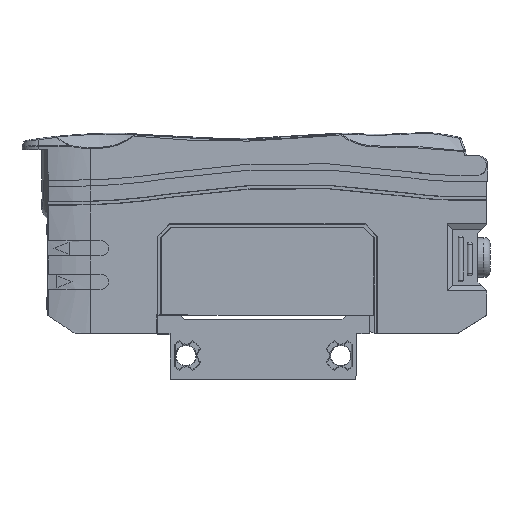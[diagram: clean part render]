
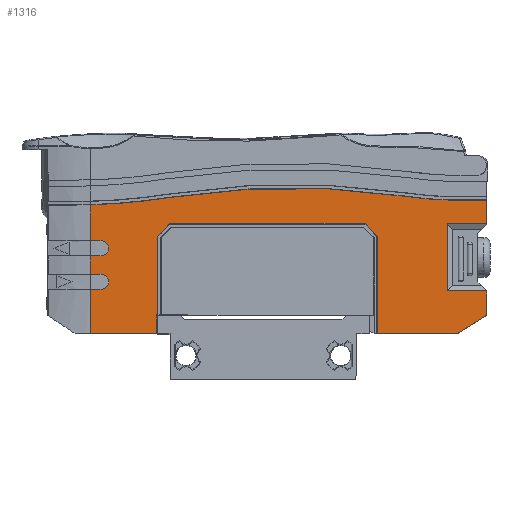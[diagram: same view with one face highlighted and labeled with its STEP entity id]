
A CAD part, top view. The second image highlights one B-rep face of the part: STEP entity #1316.
In plain terms, the highlighted planar face has unit normal (0, 0, 1).
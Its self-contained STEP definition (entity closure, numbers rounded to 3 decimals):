
#397=CIRCLE('',#10642,53.1);
#398=CIRCLE('',#10644,129.362);
#399=CIRCLE('',#10646,103.1);
#402=CIRCLE('',#10652,1.25);
#405=CIRCLE('',#10659,1.25);
#805=B_SPLINE_CURVE_WITH_KNOTS('',3,(#15667,#15668,#15669,#15670),
 .UNSPECIFIED.,.F.,.F.,(4,4),(0.,1.),.UNSPECIFIED.);
#1316=ADVANCED_FACE('',(#2198),#1819,.F.);
#1819=PLANE('',#10736);
#2198=FACE_OUTER_BOUND('',#2764,.T.);
#2764=EDGE_LOOP('',(#4254,#4255,#4256,#4257,#4258,#4259,#4260,#4261,#4262,
#4263,#4264,#4265,#4266,#4267,#4268,#4269,#4270,#4271,#4272,#4273,#4274,
#4275,#4276,#4277,#4278,#4279,#4280,#4281,#4282));
#4254=ORIENTED_EDGE('',*,*,#7858,.F.);
#4255=ORIENTED_EDGE('',*,*,#7234,.T.);
#4256=ORIENTED_EDGE('',*,*,#7812,.T.);
#4257=ORIENTED_EDGE('',*,*,#7807,.T.);
#4258=ORIENTED_EDGE('',*,*,#7874,.T.);
#4259=ORIENTED_EDGE('',*,*,#7875,.T.);
#4260=ORIENTED_EDGE('',*,*,#7876,.T.);
#4261=ORIENTED_EDGE('',*,*,#7877,.T.);
#4262=ORIENTED_EDGE('',*,*,#7669,.F.);
#4263=ORIENTED_EDGE('',*,*,#7672,.F.);
#4264=ORIENTED_EDGE('',*,*,#7674,.F.);
#4265=ORIENTED_EDGE('',*,*,#7677,.F.);
#4266=ORIENTED_EDGE('',*,*,#7678,.F.);
#4267=ORIENTED_EDGE('',*,*,#7680,.T.);
#4268=ORIENTED_EDGE('',*,*,#7685,.F.);
#4269=ORIENTED_EDGE('',*,*,#7687,.F.);
#4270=ORIENTED_EDGE('',*,*,#7690,.F.);
#4271=ORIENTED_EDGE('',*,*,#7691,.T.);
#4272=ORIENTED_EDGE('',*,*,#7695,.F.);
#4273=ORIENTED_EDGE('',*,*,#7697,.F.);
#4274=ORIENTED_EDGE('',*,*,#7701,.F.);
#4275=ORIENTED_EDGE('',*,*,#7878,.T.);
#4276=ORIENTED_EDGE('',*,*,#7879,.T.);
#4277=ORIENTED_EDGE('',*,*,#7872,.F.);
#4278=ORIENTED_EDGE('',*,*,#7855,.T.);
#4279=ORIENTED_EDGE('',*,*,#7825,.F.);
#4280=ORIENTED_EDGE('',*,*,#7737,.F.);
#4281=ORIENTED_EDGE('',*,*,#7734,.F.);
#4282=ORIENTED_EDGE('',*,*,#7741,.F.);
#6249=VERTEX_POINT('',#13835);
#6250=VERTEX_POINT('',#13837);
#6460=VERTEX_POINT('',#14697);
#6581=VERTEX_POINT('',#15650);
#6582=VERTEX_POINT('',#15651);
#6583=VERTEX_POINT('',#15656);
#6584=VERTEX_POINT('',#15660);
#6585=VERTEX_POINT('',#15664);
#6587=VERTEX_POINT('',#15681);
#6589=VERTEX_POINT('',#15689);
#6590=VERTEX_POINT('',#15693);
#6591=VERTEX_POINT('',#15698);
#6592=VERTEX_POINT('',#15702);
#6593=VERTEX_POINT('',#15707);
#6594=VERTEX_POINT('',#15711);
#6597=VERTEX_POINT('',#15719);
#6624=VERTEX_POINT('',#15789);
#6625=VERTEX_POINT('',#15791);
#6627=VERTEX_POINT('',#15797);
#6629=VERTEX_POINT('',#15803);
#6674=VERTEX_POINT('',#16097);
#6675=VERTEX_POINT('',#16099);
#6683=VERTEX_POINT('',#16131);
#6696=VERTEX_POINT('',#16187);
#6704=VERTEX_POINT('',#16220);
#6705=VERTEX_POINT('',#16224);
#6706=VERTEX_POINT('',#16226);
#6707=VERTEX_POINT('',#16228);
#6708=VERTEX_POINT('',#16231);
#7234=EDGE_CURVE('',#6250,#6249,#8763,.T.);
#7669=EDGE_CURVE('',#6581,#6582,#9002,.T.);
#7672=EDGE_CURVE('',#6583,#6581,#397,.T.);
#7674=EDGE_CURVE('',#6584,#6583,#398,.T.);
#7677=EDGE_CURVE('',#6585,#6584,#399,.T.);
#7678=EDGE_CURVE('',#6460,#6585,#805,.T.);
#7680=EDGE_CURVE('',#6460,#6587,#9008,.T.);
#7685=EDGE_CURVE('',#6589,#6587,#9012,.T.);
#7687=EDGE_CURVE('',#6590,#6589,#402,.T.);
#7690=EDGE_CURVE('',#6591,#6590,#9015,.T.);
#7691=EDGE_CURVE('',#6591,#6592,#9016,.T.);
#7695=EDGE_CURVE('',#6593,#6592,#9019,.T.);
#7697=EDGE_CURVE('',#6594,#6593,#405,.T.);
#7701=EDGE_CURVE('',#6597,#6594,#9022,.T.);
#7734=EDGE_CURVE('',#6624,#6625,#9055,.T.);
#7737=EDGE_CURVE('',#6625,#6627,#9058,.T.);
#7741=EDGE_CURVE('',#6629,#6624,#9062,.T.);
#7807=EDGE_CURVE('',#6675,#6674,#9096,.T.);
#7812=EDGE_CURVE('',#6249,#6675,#9101,.T.);
#7825=EDGE_CURVE('',#6627,#6683,#9114,.T.);
#7855=EDGE_CURVE('',#6696,#6683,#9140,.T.);
#7858=EDGE_CURVE('',#6250,#6629,#9143,.T.);
#7872=EDGE_CURVE('',#6696,#6704,#9157,.T.);
#7874=EDGE_CURVE('',#6674,#6705,#9159,.T.);
#7875=EDGE_CURVE('',#6705,#6706,#9160,.T.);
#7876=EDGE_CURVE('',#6706,#6707,#9161,.T.);
#7877=EDGE_CURVE('',#6707,#6582,#9162,.T.);
#7878=EDGE_CURVE('',#6597,#6708,#9163,.T.);
#7879=EDGE_CURVE('',#6708,#6704,#9164,.T.);
#8763=LINE('',#13836,#9598);
#9002=LINE('',#15649,#9837);
#9008=LINE('',#15682,#9843);
#9012=LINE('',#15690,#9847);
#9015=LINE('',#15699,#9850);
#9016=LINE('',#15701,#9851);
#9019=LINE('',#15708,#9854);
#9022=LINE('',#15720,#9857);
#9055=LINE('',#15790,#9890);
#9058=LINE('',#15796,#9893);
#9062=LINE('',#15804,#9897);
#9096=LINE('',#16098,#9931);
#9101=LINE('',#16105,#9936);
#9114=LINE('',#16130,#9949);
#9140=LINE('',#16186,#9975);
#9143=LINE('',#16192,#9978);
#9157=LINE('',#16219,#9992);
#9159=LINE('',#16223,#9994);
#9160=LINE('',#16225,#9995);
#9161=LINE('',#16227,#9996);
#9162=LINE('',#16229,#9997);
#9163=LINE('',#16230,#9998);
#9164=LINE('',#16232,#9999);
#9598=VECTOR('',#11290,1.);
#9837=VECTOR('',#11945,1.);
#9843=VECTOR('',#11967,1.);
#9847=VECTOR('',#11975,1.);
#9850=VECTOR('',#11986,1.);
#9851=VECTOR('',#11989,1.);
#9854=VECTOR('',#11996,1.);
#9857=VECTOR('',#12009,1.);
#9890=VECTOR('',#12062,1.);
#9893=VECTOR('',#12067,1.);
#9897=VECTOR('',#12073,1.);
#9931=VECTOR('',#12165,1.);
#9936=VECTOR('',#12172,1.);
#9949=VECTOR('',#12195,1.);
#9975=VECTOR('',#12255,1.);
#9978=VECTOR('',#12262,1.);
#9992=VECTOR('',#12288,1.);
#9994=VECTOR('',#12292,1.);
#9995=VECTOR('',#12293,1.);
#9996=VECTOR('',#12294,1.);
#9997=VECTOR('',#12295,1.);
#9998=VECTOR('',#12296,1.);
#9999=VECTOR('',#12297,1.);
#10642=AXIS2_PLACEMENT_3D('',#15655,#11950,#11951);
#10644=AXIS2_PLACEMENT_3D('',#15659,#11955,#11956);
#10646=AXIS2_PLACEMENT_3D('',#15665,#11961,#11962);
#10652=AXIS2_PLACEMENT_3D('',#15694,#11979,#11980);
#10659=AXIS2_PLACEMENT_3D('',#15712,#12000,#12001);
#10736=AXIS2_PLACEMENT_3D('',#16233,#12298,#12299);
#11290=DIRECTION('',(1.,0.,0.));
#11945=DIRECTION('',(1.,0.,0.));
#11950=DIRECTION('',(0.,0.,1.));
#11951=DIRECTION('',(1.,0.,0.));
#11955=DIRECTION('',(0.,0.,-1.));
#11956=DIRECTION('',(1.,0.,0.));
#11961=DIRECTION('',(0.,0.,1.));
#11962=DIRECTION('',(1.,0.,0.));
#11967=DIRECTION('',(0.,-1.,0.));
#11975=DIRECTION('',(-1.,0.,0.));
#11979=DIRECTION('',(0.,0.,1.));
#11980=DIRECTION('',(1.,0.,0.));
#11986=DIRECTION('',(1.,0.,0.));
#11989=DIRECTION('',(0.,-1.,0.));
#11996=DIRECTION('',(-1.,0.,0.));
#12000=DIRECTION('',(0.,0.,1.));
#12001=DIRECTION('',(1.,0.,0.));
#12009=DIRECTION('',(1.,0.,0.));
#12062=DIRECTION('',(-1.,0.,0.));
#12067=DIRECTION('',(-0.707,-0.707,0.));
#12073=DIRECTION('',(-0.707,0.707,0.));
#12165=DIRECTION('',(0.,1.,0.));
#12172=DIRECTION('',(0.849,0.528,0.));
#12195=DIRECTION('',(0.,-1.,0.));
#12255=DIRECTION('',(1.,0.,0.));
#12262=DIRECTION('',(0.,1.,0.));
#12288=DIRECTION('',(0.,-1.,0.));
#12292=DIRECTION('',(-1.,0.,0.));
#12293=DIRECTION('',(0.,1.,0.));
#12294=DIRECTION('',(1.,0.,0.));
#12295=DIRECTION('',(0.,1.,0.));
#12296=DIRECTION('',(0.,-1.,0.));
#12297=DIRECTION('',(1.,0.,0.));
#12298=DIRECTION('',(0.,0.,-1.));
#12299=DIRECTION('',(1.,0.,0.));
#13835=CARTESIAN_POINT('',(247.566,113.791,11.8));
#13836=CARTESIAN_POINT('',(180.288,113.791,11.8));
#13837=CARTESIAN_POINT('',(234.388,113.791,11.8));
#14697=CARTESIAN_POINT('',(187.288,134.933,11.8));
#15649=CARTESIAN_POINT('',(0.,135.691,11.8));
#15650=CARTESIAN_POINT('',(247.275,135.691,11.8));
#15651=CARTESIAN_POINT('',(252.388,135.691,11.8));
#15655=CARTESIAN_POINT('',(247.275,188.791,11.8));
#15656=CARTESIAN_POINT('',(239.435,136.273,11.8));
#15659=CARTESIAN_POINT('',(220.334,8.329,11.8));
#15660=CARTESIAN_POINT('',(200.316,136.133,11.8));
#15664=CARTESIAN_POINT('',(187.379,134.935,11.8));
#15665=CARTESIAN_POINT('',(184.362,237.991,11.8));
#15667=CARTESIAN_POINT('',(187.288,134.933,11.8));
#15668=CARTESIAN_POINT('',(187.318,134.934,11.8));
#15669=CARTESIAN_POINT('',(187.348,134.935,11.8));
#15670=CARTESIAN_POINT('',(187.379,134.935,11.8));
#15681=CARTESIAN_POINT('',(187.288,129.041,11.8));
#15682=CARTESIAN_POINT('',(187.288,0.,11.8));
#15689=CARTESIAN_POINT('',(189.038,129.041,11.8));
#15690=CARTESIAN_POINT('',(0.,129.041,11.8));
#15693=CARTESIAN_POINT('',(189.038,126.541,11.8));
#15694=CARTESIAN_POINT('',(189.038,127.791,11.8));
#15698=CARTESIAN_POINT('',(187.288,126.541,11.8));
#15699=CARTESIAN_POINT('',(0.,126.541,11.8));
#15701=CARTESIAN_POINT('',(187.288,0.,11.8));
#15702=CARTESIAN_POINT('',(187.288,123.541,11.8));
#15707=CARTESIAN_POINT('',(189.038,123.541,11.8));
#15708=CARTESIAN_POINT('',(0.,123.541,11.8));
#15711=CARTESIAN_POINT('',(189.038,121.041,11.8));
#15712=CARTESIAN_POINT('',(189.038,122.291,11.8));
#15719=CARTESIAN_POINT('',(187.288,121.041,11.8));
#15720=CARTESIAN_POINT('',(0.,121.041,11.8));
#15789=CARTESIAN_POINT('',(232.388,131.791,11.8));
#15790=CARTESIAN_POINT('',(0.,131.791,11.8));
#15791=CARTESIAN_POINT('',(200.288,131.791,11.8));
#15796=CARTESIAN_POINT('',(34.248,-34.248,11.8));
#15797=CARTESIAN_POINT('',(198.288,129.791,11.8));
#15803=CARTESIAN_POINT('',(234.388,129.791,11.8));
#15804=CARTESIAN_POINT('',(182.09,182.09,11.8));
#16097=CARTESIAN_POINT('',(252.388,120.791,11.8));
#16098=CARTESIAN_POINT('',(252.388,113.791,11.8));
#16099=CARTESIAN_POINT('',(252.388,116.791,11.8));
#16105=CARTESIAN_POINT('',(250.138,115.391,11.8));
#16130=CARTESIAN_POINT('',(198.288,0.,11.8));
#16131=CARTESIAN_POINT('',(198.288,116.872,11.8));
#16186=CARTESIAN_POINT('',(198.288,116.872,11.8));
#16187=CARTESIAN_POINT('',(198.207,116.872,11.8));
#16192=CARTESIAN_POINT('',(234.388,0.,11.8));
#16219=CARTESIAN_POINT('',(198.207,0.,11.8));
#16220=CARTESIAN_POINT('',(198.207,113.791,11.8));
#16223=CARTESIAN_POINT('',(0.,120.791,11.8));
#16224=CARTESIAN_POINT('',(245.888,120.791,11.8));
#16225=CARTESIAN_POINT('',(245.888,0.,11.8));
#16226=CARTESIAN_POINT('',(245.888,131.791,11.8));
#16227=CARTESIAN_POINT('',(0.,131.791,11.8));
#16228=CARTESIAN_POINT('',(252.388,131.791,11.8));
#16229=CARTESIAN_POINT('',(252.388,113.791,11.8));
#16230=CARTESIAN_POINT('',(187.288,0.,11.8));
#16231=CARTESIAN_POINT('',(187.288,113.791,11.8));
#16232=CARTESIAN_POINT('',(180.288,113.791,11.8));
#16233=CARTESIAN_POINT('',(0.,0.,11.8));
